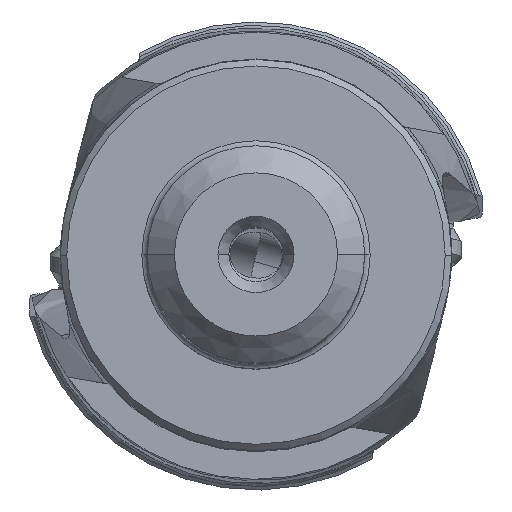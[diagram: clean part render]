
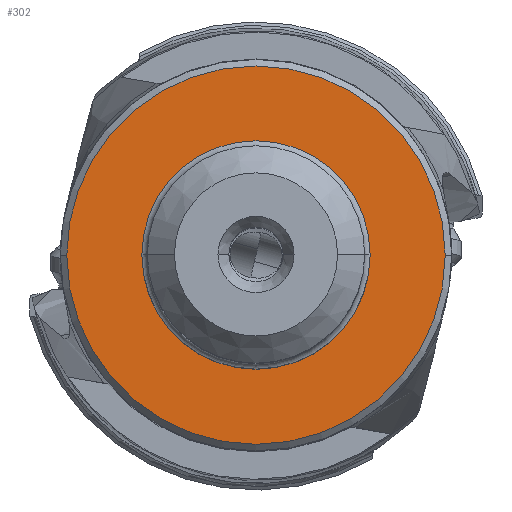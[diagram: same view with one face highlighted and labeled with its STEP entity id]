
A CAD part, top view. The second image highlights one B-rep face of the part: STEP entity #302.
In plain terms, the highlighted planar face has unit normal (0, 0, 1).
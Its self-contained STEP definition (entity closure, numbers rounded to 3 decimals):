
#133=FACE_BOUND('',#755,.T.);
#134=FACE_BOUND('',#756,.T.);
#302=ADVANCED_FACE('',(#133,#134),#463,.T.);
#463=PLANE('',#4079);
#755=EDGE_LOOP('',(#1864,#1865));
#756=EDGE_LOOP('',(#1866,#1867));
#1275=CIRCLE('',#4073,8.7);
#1276=CIRCLE('',#4075,8.7);
#1277=CIRCLE('',#4077,5.25);
#1278=CIRCLE('',#4078,5.25);
#1864=ORIENTED_EDGE('',*,*,#3208,.F.);
#1865=ORIENTED_EDGE('',*,*,#3206,.F.);
#1866=ORIENTED_EDGE('',*,*,#3209,.F.);
#1867=ORIENTED_EDGE('',*,*,#3210,.F.);
#2752=VERTEX_POINT('',#7547);
#2753=VERTEX_POINT('',#7549);
#2754=VERTEX_POINT('',#7555);
#2755=VERTEX_POINT('',#7556);
#3206=EDGE_CURVE('',#2752,#2753,#1275,.T.);
#3208=EDGE_CURVE('',#2753,#2752,#1276,.T.);
#3209=EDGE_CURVE('',#2754,#2755,#1277,.T.);
#3210=EDGE_CURVE('',#2755,#2754,#1278,.T.);
#4073=AXIS2_PLACEMENT_3D('',#7548,#4717,#4718);
#4075=AXIS2_PLACEMENT_3D('',#7552,#4722,#4723);
#4077=AXIS2_PLACEMENT_3D('',#7554,#4726,#4727);
#4078=AXIS2_PLACEMENT_3D('',#7557,#4728,#4729);
#4079=AXIS2_PLACEMENT_3D('',#7558,#4730,#4731);
#4717=DIRECTION('',(0.,0.,-1.));
#4718=DIRECTION('',(-1.,0.,0.));
#4722=DIRECTION('',(0.,0.,-1.));
#4723=DIRECTION('',(1.,0.,0.));
#4726=DIRECTION('',(0.,0.,1.));
#4727=DIRECTION('',(1.,0.,0.));
#4728=DIRECTION('',(0.,0.,1.));
#4729=DIRECTION('',(-1.,0.,0.));
#4730=DIRECTION('',(0.,0.,1.));
#4731=DIRECTION('',(1.,0.,0.));
#7547=CARTESIAN_POINT('',(-8.7,0.,0.));
#7548=CARTESIAN_POINT('',(0.,0.,0.));
#7549=CARTESIAN_POINT('',(8.7,0.,0.));
#7552=CARTESIAN_POINT('',(0.,0.,0.));
#7554=CARTESIAN_POINT('',(0.,0.,0.));
#7555=CARTESIAN_POINT('',(5.25,0.,0.));
#7556=CARTESIAN_POINT('',(-5.25,0.,0.));
#7557=CARTESIAN_POINT('',(0.,0.,0.));
#7558=CARTESIAN_POINT('',(0.,0.,0.));
